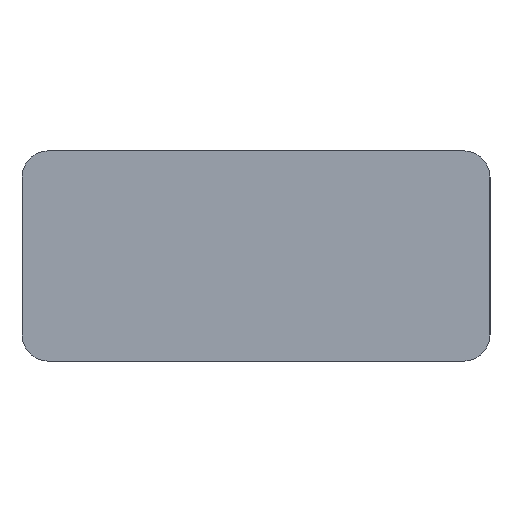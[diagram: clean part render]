
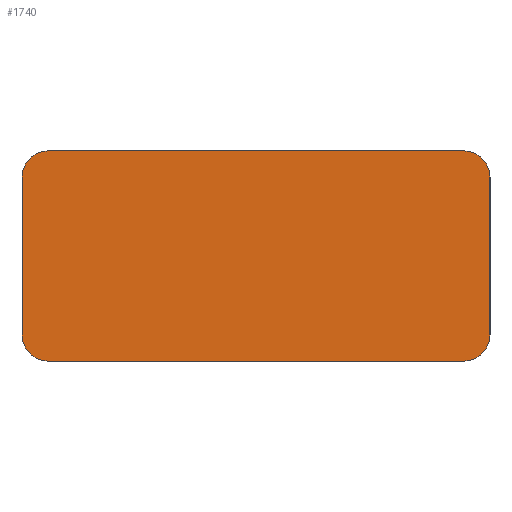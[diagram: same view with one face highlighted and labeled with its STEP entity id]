
A CAD part, left-side view. The second image highlights one B-rep face of the part: STEP entity #1740.
In plain terms, the highlighted planar face has unit normal (-1, 0, 0).
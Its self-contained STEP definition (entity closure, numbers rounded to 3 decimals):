
#990=CARTESIAN_POINT('',(-1.4,4.628,2.08));
#1000=DIRECTION('',(1.,0.,0.));
#1010=DIRECTION('',(0.,-1.,0.));
#1020=AXIS2_PLACEMENT_3D('',#990,#1000,#1010);
#1030=PLANE('',#1020);
#1040=CARTESIAN_POINT('',(-1.4,3.95,-1.5));
#1050=DIRECTION('',(1.,-0.,-0.));
#1060=DIRECTION('',(0.,1.,0.));
#1070=AXIS2_PLACEMENT_3D('',#1040,#1050,#1060);
#1080=CIRCLE('',#1070,0.5);
#1090=CARTESIAN_POINT('',(-1.4,3.95,-2.));
#1100=VERTEX_POINT('',#1090);
#1110=CARTESIAN_POINT('',(-1.4,4.45,-1.5));
#1120=VERTEX_POINT('',#1110);
#1130=EDGE_CURVE('',#1100,#1120,#1080,.T.);
#1140=ORIENTED_EDGE('',*,*,#1130,.F.);
#1150=CARTESIAN_POINT('',(-1.4,4.45,0.));
#1160=DIRECTION('',(-0.,0.,-1.));
#1170=VECTOR('',#1160,1.);
#1180=LINE('',#1150,#1170);
#1190=CARTESIAN_POINT('',(-1.4,4.45,1.5));
#1200=VERTEX_POINT('',#1190);
#1210=EDGE_CURVE('',#1200,#1120,#1180,.T.);
#1220=ORIENTED_EDGE('',*,*,#1210,.T.);
#1230=CARTESIAN_POINT('',(-1.4,3.95,1.5));
#1240=DIRECTION('',(1.,-0.,-0.));
#1250=DIRECTION('',(0.,1.,0.));
#1260=AXIS2_PLACEMENT_3D('',#1230,#1240,#1250);
#1270=CIRCLE('',#1260,0.5);
#1280=CARTESIAN_POINT('',(-1.4,3.95,2.));
#1290=VERTEX_POINT('',#1280);
#1300=EDGE_CURVE('',#1200,#1290,#1270,.T.);
#1310=ORIENTED_EDGE('',*,*,#1300,.F.);
#1320=CARTESIAN_POINT('',(-1.4,0.,2.));
#1330=DIRECTION('',(-0.,1.,-0.));
#1340=VECTOR('',#1330,1.);
#1350=LINE('',#1320,#1340);
#1360=CARTESIAN_POINT('',(-1.4,-3.95,2.));
#1370=VERTEX_POINT('',#1360);
#1380=EDGE_CURVE('',#1370,#1290,#1350,.T.);
#1390=ORIENTED_EDGE('',*,*,#1380,.T.);
#1400=CARTESIAN_POINT('',(-1.4,-3.95,1.5));
#1410=DIRECTION('',(1.,-0.,-0.));
#1420=DIRECTION('',(0.,1.,0.));
#1430=AXIS2_PLACEMENT_3D('',#1400,#1410,#1420);
#1440=CIRCLE('',#1430,0.5);
#1450=CARTESIAN_POINT('',(-1.4,-4.45,1.5));
#1460=VERTEX_POINT('',#1450);
#1470=EDGE_CURVE('',#1370,#1460,#1440,.T.);
#1480=ORIENTED_EDGE('',*,*,#1470,.F.);
#1490=CARTESIAN_POINT('',(-1.4,-4.45,0.));
#1500=DIRECTION('',(0.,-0.,1.));
#1510=VECTOR('',#1500,1.);
#1520=LINE('',#1490,#1510);
#1530=CARTESIAN_POINT('',(-1.4,-4.45,-1.5));
#1540=VERTEX_POINT('',#1530);
#1550=EDGE_CURVE('',#1540,#1460,#1520,.T.);
#1560=ORIENTED_EDGE('',*,*,#1550,.T.);
#1570=CARTESIAN_POINT('',(-1.4,-3.95,-1.5));
#1580=DIRECTION('',(1.,-0.,-0.));
#1590=DIRECTION('',(0.,1.,0.));
#1600=AXIS2_PLACEMENT_3D('',#1570,#1580,#1590);
#1610=CIRCLE('',#1600,0.5);
#1620=CARTESIAN_POINT('',(-1.4,-3.95,-2.));
#1630=VERTEX_POINT('',#1620);
#1640=EDGE_CURVE('',#1540,#1630,#1610,.T.);
#1650=ORIENTED_EDGE('',*,*,#1640,.F.);
#1660=CARTESIAN_POINT('',(-1.4,0.,-2.));
#1670=DIRECTION('',(0.,-1.,0.));
#1680=VECTOR('',#1670,1.);
#1690=LINE('',#1660,#1680);
#1700=EDGE_CURVE('',#1100,#1630,#1690,.T.);
#1710=ORIENTED_EDGE('',*,*,#1700,.T.);
#1720=EDGE_LOOP('',(#1710,#1650,#1560,#1480,#1390,#1310,#1220,#1140));
#1730=FACE_OUTER_BOUND('',#1720,.T.);
#1740=ADVANCED_FACE('',(#1730),#1030,.F.);
